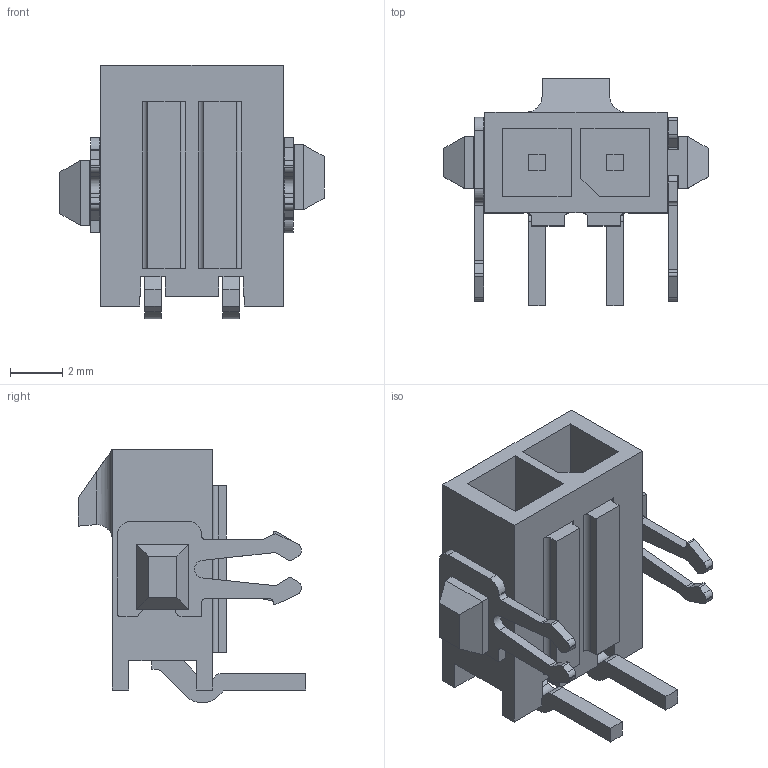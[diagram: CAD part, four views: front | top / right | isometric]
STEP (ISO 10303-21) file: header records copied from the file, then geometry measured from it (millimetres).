
FILE_DESCRIPTION((''),'2;1');
FILE_NAME('C-2-1445088-2','2010-05-29T',('workeradm'),('Tyco Electronics Ltd.'),'PRO/ENGINEER BY PARAMETRIC TECHNOLOGY CORPORATION, 2009300','PRO/ENGINEER BY PARAMETRIC TECHNOLOGY CORPORATION, 2009300','');
FILE_SCHEMA(('AUTOMOTIVE_DESIGN { 1 0 10303 214 1 1 1 1 }'));
Length unit declared in the file: millimetre
Products named in the file (1): C-2-1445088-2
Bounding box: 10.14 x 8.72 x 9.73 mm (x, y, z)
Volume: 185.1 mm3; surface area: 569.8 mm2
Topology: 1 solids, 1 shells, 231 faces, 639 edges, 420 vertices
Faces by surface type: plane 174, cylinder 57
Entity records: 7595 total; most frequent: CARTESIAN_POINT 1337, ORIENTED_EDGE 1278, DIRECTION 1207, EDGE_CURVE 639, VECTOR 525, LINE 525, VERTEX_POINT 420, AXIS2_PLACEMENT_3D 341
